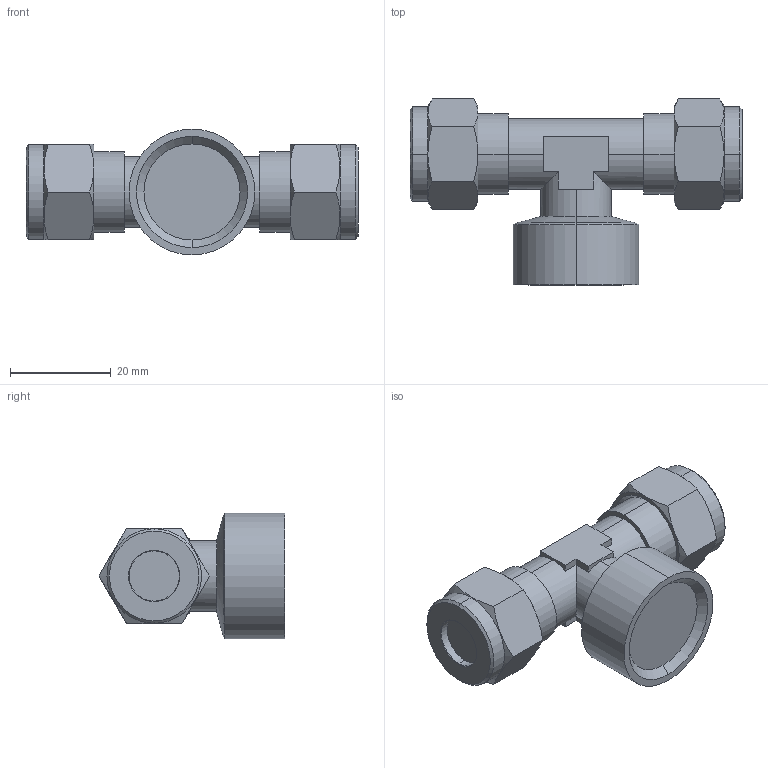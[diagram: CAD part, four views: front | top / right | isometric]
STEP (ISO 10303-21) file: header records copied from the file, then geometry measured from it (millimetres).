
FILE_DESCRIPTION (( 'STEP AP214' ), '1' );
FILE_NAME ('1024000009.step', '2013-02-25T17:12:58', ( '' ), ( '' ), 'SwSTEP 2.0', 'SolidWorks 2012', '' );
FILE_SCHEMA (( 'AUTOMOTIVE_DESIGN' ));
Length unit declared in the file: millimetre
Products named in the file (1): 1024000009
Bounding box: 66 x 36.97 x 25 mm (x, y, z)
Volume: 21461.2 mm3; surface area: 6701.6 mm2
Topology: 1 solids, 3 shells, 100 faces, 227 edges, 140 vertices
Faces by surface type: plane 42, cone 32, cylinder 24, torus 2
Entity records: 3061 total; most frequent: CARTESIAN_POINT 819, DIRECTION 461, ORIENTED_EDGE 454, EDGE_CURVE 227, AXIS2_PLACEMENT_3D 182, VERTEX_POINT 140, EDGE_LOOP 107, ADVANCED_FACE 100
